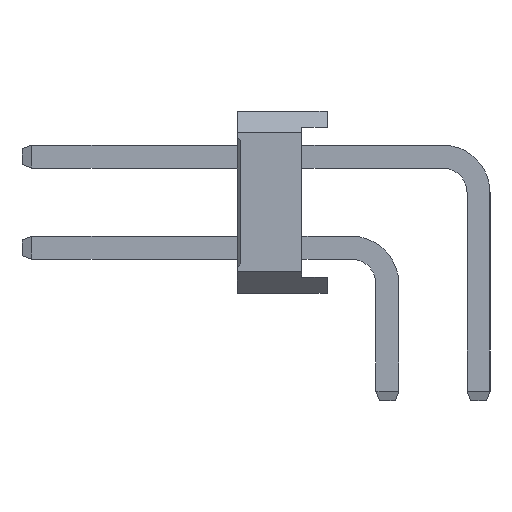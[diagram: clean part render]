
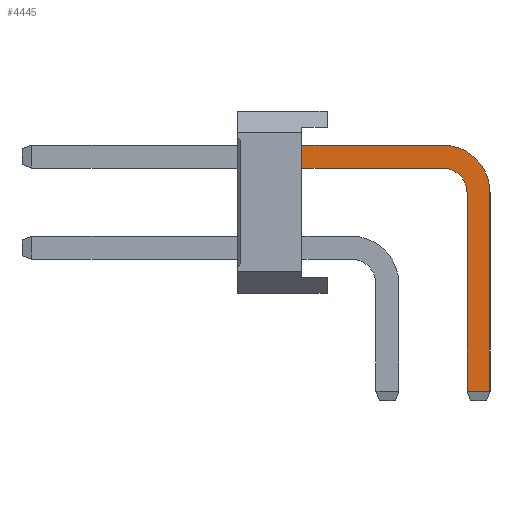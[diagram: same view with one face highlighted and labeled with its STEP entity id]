
A CAD part, left-side view. The second image highlights one B-rep face of the part: STEP entity #4445.
In plain terms, the highlighted planar face has unit normal (-1, 0, 0).
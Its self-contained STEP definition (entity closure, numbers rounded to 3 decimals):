
#4445=ADVANCED_FACE('',(#14350),#14352,.T.);
#14350=FACE_BOUND('',#14351,.T.);
#14351=EDGE_LOOP('',(#22167,#22168,#22169,#22170,#22171,#22172,#22173,#22174));
#14352=PLANE('',#14353);
#14353=AXIS2_PLACEMENT_3D('',#14354,#14355,#14356);
#14354=CARTESIAN_POINT('',(-0.32,-2.22,-3.));
#14355=DIRECTION('',(-1.,0.,0.));
#14356=DIRECTION('',(0.,-1.,0.));
#22167=ORIENTED_EDGE('',*,*,#26946,.T.);
#22168=ORIENTED_EDGE('',*,*,#26947,.T.);
#22169=ORIENTED_EDGE('',*,*,#26948,.T.);
#22170=ORIENTED_EDGE('',*,*,#26949,.T.);
#22171=ORIENTED_EDGE('',*,*,#25689,.T.);
#22172=ORIENTED_EDGE('',*,*,#26945,.F.);
#22173=ORIENTED_EDGE('',*,*,#26950,.F.);
#22174=ORIENTED_EDGE('',*,*,#26951,.F.);
#25689=EDGE_CURVE('',#29198,#29196,#29199,.T.);
#26945=EDGE_CURVE('',#31180,#29196,#31182,.T.);
#26946=EDGE_CURVE('',#31183,#31184,#31185,.T.);
#26947=EDGE_CURVE('',#31184,#31186,#31187,.T.);
#26948=EDGE_CURVE('',#31186,#31188,#31189,.T.);
#26949=EDGE_CURVE('',#31188,#29198,#31190,.T.);
#26950=EDGE_CURVE('',#31191,#31180,#31192,.T.);
#26951=EDGE_CURVE('',#31183,#31191,#31193,.T.);
#29196=VERTEX_POINT('',#35124);
#29198=VERTEX_POINT('',#35128);
#29199=LINE('',#35129,#35130);
#31180=VERTEX_POINT('',#39702);
#31182=LINE('',#39706,#39707);
#31183=VERTEX_POINT('',#39709);
#31184=VERTEX_POINT('',#39710);
#31185=LINE('',#39711,#39712);
#31186=VERTEX_POINT('',#39714);
#31187=LINE('',#39715,#39716);
#31188=VERTEX_POINT('',#39718);
#31189=CIRCLE('',#39719,1.32);
#31190=LINE('',#39723,#39724);
#31191=VERTEX_POINT('',#39726);
#31192=CIRCLE('',#39727,0.68);
#31193=LINE('',#39731,#39732);
#35124=CARTESIAN_POINT('',(-0.32,2.38,3.49));
#35128=CARTESIAN_POINT('',(-0.32,2.38,4.13));
#35129=CARTESIAN_POINT('',(-0.32,2.38,4.13));
#35130=VECTOR('',#35131,1.);
#35131=DIRECTION('',(0.,0.,-1.));
#39702=CARTESIAN_POINT('',(-0.32,-1.54,3.49));
#39706=CARTESIAN_POINT('',(-0.32,-1.54,3.49));
#39707=VECTOR('',#39708,1.);
#39708=DIRECTION('',(0.,1.,0.));
#39709=CARTESIAN_POINT('',(-0.32,-2.22,-2.725));
#39710=CARTESIAN_POINT('',(-0.32,-2.86,-2.725));
#39711=CARTESIAN_POINT('',(-0.32,-2.22,-2.725));
#39712=VECTOR('',#39713,1.);
#39713=DIRECTION('',(0.,-1.,0.));
#39714=CARTESIAN_POINT('',(-0.32,-2.86,2.81));
#39715=CARTESIAN_POINT('',(-0.32,-2.86,-2.725));
#39716=VECTOR('',#39717,1.);
#39717=DIRECTION('',(0.,0.,1.));
#39718=CARTESIAN_POINT('',(-0.32,-1.54,4.13));
#39719=AXIS2_PLACEMENT_3D('',#39720,#39721,#39722);
#39720=CARTESIAN_POINT('',(-0.32,-1.54,2.81));
#39721=DIRECTION('',(-1.,0.,0.));
#39722=DIRECTION('',(0.,-1.,0.));
#39723=CARTESIAN_POINT('',(-0.32,-1.54,4.13));
#39724=VECTOR('',#39725,1.);
#39725=DIRECTION('',(0.,1.,0.));
#39726=CARTESIAN_POINT('',(-0.32,-2.22,2.81));
#39727=AXIS2_PLACEMENT_3D('',#39728,#39729,#39730);
#39728=CARTESIAN_POINT('',(-0.32,-1.54,2.81));
#39729=DIRECTION('',(-1.,0.,0.));
#39730=DIRECTION('',(0.,-1.,0.));
#39731=CARTESIAN_POINT('',(-0.32,-2.22,-2.725));
#39732=VECTOR('',#39733,1.);
#39733=DIRECTION('',(0.,0.,1.));
